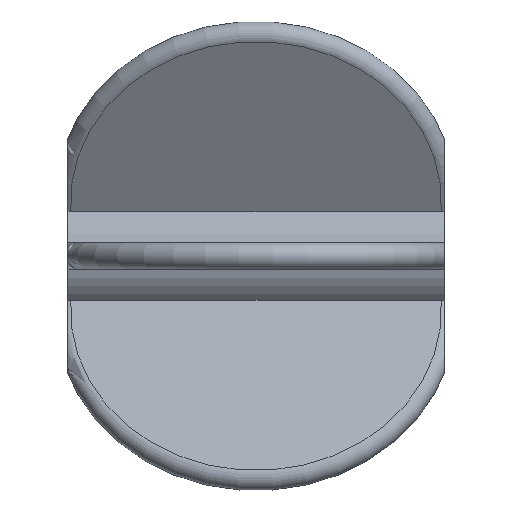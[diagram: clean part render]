
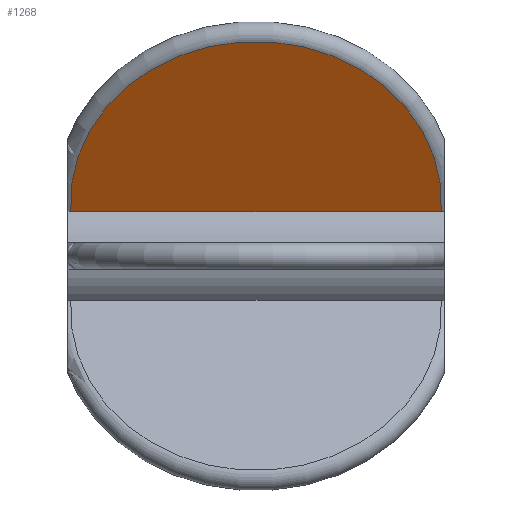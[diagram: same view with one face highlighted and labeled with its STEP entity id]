
A CAD part, front view. The second image highlights one B-rep face of the part: STEP entity #1268.
In plain terms, the highlighted planar face has unit normal (0, -0.866, -0.5).
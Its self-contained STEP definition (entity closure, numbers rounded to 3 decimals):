
#826=CARTESIAN_POINT('',(-27.776,-3.06,3.3));
#827=VERTEX_POINT('',#826);
#835=CARTESIAN_POINT('',(-0.224,-3.06,3.3));
#836=VERTEX_POINT('',#835);
#837=CARTESIAN_POINT('',(-14.,-3.466,4.003));
#838=DIRECTION('',(-0.998,0.029,-0.051));
#839=DIRECTION('',(0.,0.866,0.5));
#840=AXIS2_PLACEMENT_3D('',#837,#839,#838);
#841=CIRCLE('',#840,13.8);
#842=EDGE_CURVE('',#827,#836,#841,.T.);
#1240=CARTESIAN_POINT('',(-0.224,-3.06,3.3));
#1241=DIRECTION('',(-1.,0.,0.));
#1242=VECTOR('',#1241,27.552);
#1243=LINE('',#1240,#1242);
#1244=EDGE_CURVE('',#836,#827,#1243,.T.);
#1259=CARTESIAN_POINT('',(-14.,-6.713,9.627));
#1260=DIRECTION('',(1.,0.,0.));
#1261=DIRECTION('',(0.,-0.866,-0.5));
#1262=AXIS2_PLACEMENT_3D('',#1259,#1261,#1260);
#1263=PLANE('',#1262);
#1264=ORIENTED_EDGE('',*,*,#842,.F.);
#1265=ORIENTED_EDGE('',*,*,#1244,.F.);
#1266=EDGE_LOOP('',(#1264,#1265));
#1267=FACE_OUTER_BOUND('',#1266,.T.);
#1268=ADVANCED_FACE('F16',(#1267),#1263,.T.);
